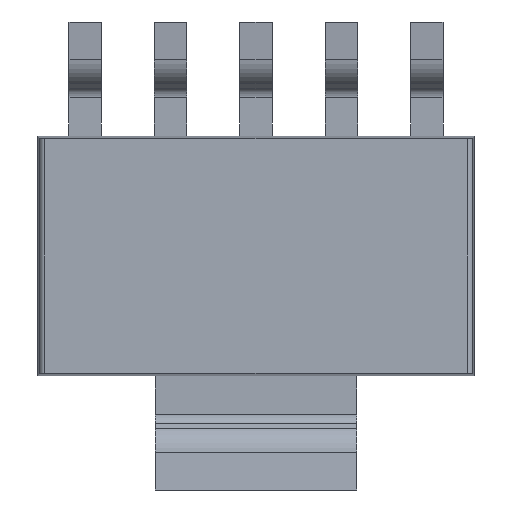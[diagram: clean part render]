
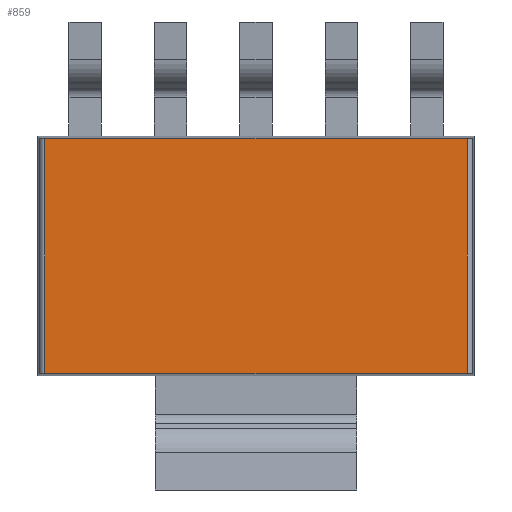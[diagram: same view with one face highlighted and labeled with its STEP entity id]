
A CAD part, front view. The second image highlights one B-rep face of the part: STEP entity #859.
In plain terms, the highlighted planar face has unit normal (0, -1, 0).
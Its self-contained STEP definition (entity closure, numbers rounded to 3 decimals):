
#185=VERTEX_POINT('',#1252);
#186=VERTEX_POINT('',#1254);
#189=VERTEX_POINT('',#1272);
#190=VERTEX_POINT('',#1274);
#264=VECTOR('',#1005,1.);
#268=VECTOR('',#1011,1.);
#269=VECTOR('',#1014,1.);
#270=VECTOR('',#1016,1.);
#352=LINE('',#1253,#264);
#356=LINE('',#1273,#268);
#357=LINE('',#1281,#269);
#358=LINE('',#1283,#270);
#445=EDGE_CURVE('',#186,#185,#352,.T.);
#451=EDGE_CURVE('',#190,#189,#356,.T.);
#453=EDGE_CURVE('',#185,#190,#357,.T.);
#454=EDGE_CURVE('',#189,#186,#358,.T.);
#599=ORIENTED_EDGE('',*,*,#445,.T.);
#600=ORIENTED_EDGE('',*,*,#453,.T.);
#601=ORIENTED_EDGE('',*,*,#451,.T.);
#602=ORIENTED_EDGE('',*,*,#454,.T.);
#767=EDGE_LOOP('',(#599,#600,#601,#602));
#813=FACE_BOUND('',#767,.T.);
#859=ADVANCED_FACE('',(#813),#1460,.T.);
#905=AXIS2_PLACEMENT_3D('',#1282,#1015,$);
#1005=DIRECTION('',(-1.,0.,0.));
#1011=DIRECTION('',(1.,0.,0.));
#1014=DIRECTION('',(0.,0.,-1.));
#1015=DIRECTION('',(0.,-1.,0.));
#1016=DIRECTION('',(0.,0.,1.));
#1252=CARTESIAN_POINT('',(-3.145,-0.711,1.744));
#1253=CARTESIAN_POINT('',(3.145,-0.711,1.744));
#1254=CARTESIAN_POINT('',(3.145,-0.711,1.744));
#1272=CARTESIAN_POINT('',(3.145,-0.711,-1.744));
#1273=CARTESIAN_POINT('',(-3.145,-0.711,-1.744));
#1274=CARTESIAN_POINT('',(-3.145,-0.711,-1.744));
#1281=CARTESIAN_POINT('',(-3.145,-0.711,1.744));
#1282=CARTESIAN_POINT('',(0.,-0.711,0.));
#1283=CARTESIAN_POINT('',(3.145,-0.711,-1.744));
#1460=PLANE('',#905);
